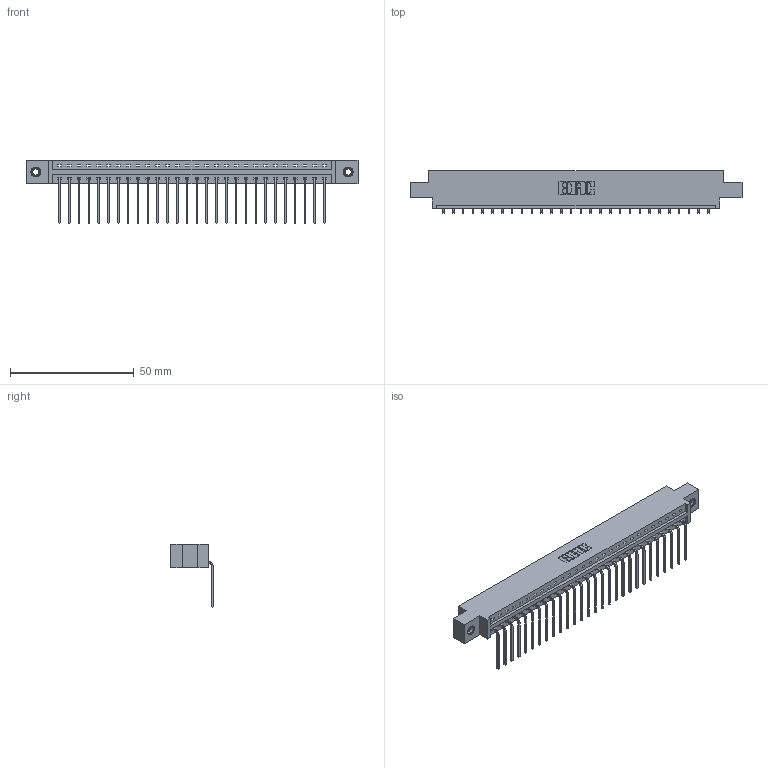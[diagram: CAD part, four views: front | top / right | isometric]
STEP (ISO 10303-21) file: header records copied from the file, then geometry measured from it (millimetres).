
FILE_DESCRIPTION (( 'STEP AP203' ), '1' );
FILE_NAME ('387-028-559-607.STEP', '2019-10-03T16:39:37', ( '' ), ( '' ), 'SwSTEP 2.0', 'SolidWorks 2016', '' );
FILE_SCHEMA (( 'CONFIG_CONTROL_DESIGN' ));
Length unit declared in the file: inch
Products named in the file (4): 345-292-001_558 559 Tail - 1; 345-250-001_345-250-005-103; 337 Part_0.170 Offset - 0.156 Dia-TI; 387-028-559-607
Assembly tree (31 placements, depth 2):
  387-028-559-607
    337 Part_0.170 Offset - 0.156 Dia-TI
    345-292-001_558 559 Tail - 1  x28
    345-250-001_345-250-005-103  x2
Bounding box: 133.96 x 17.09 x 25.53 mm (x, y, z)
Volume: 13709.9 mm3; surface area: 14800.1 mm2
Topology: 31 solids, 31 shells, 1970 faces, 5891 edges, 3882 vertices
Faces by surface type: plane 1450, cylinder 504, cone 12, torus 4
Entity records: 24026 total; most frequent: CARTESIAN_POINT 4165, ORIENTED_EDGE 4122, DIRECTION 3567, EDGE_CURVE 2061, LINE 1913, VECTOR 1913, VERTEX_POINT 1368, AXIS2_PLACEMENT_3D 827
